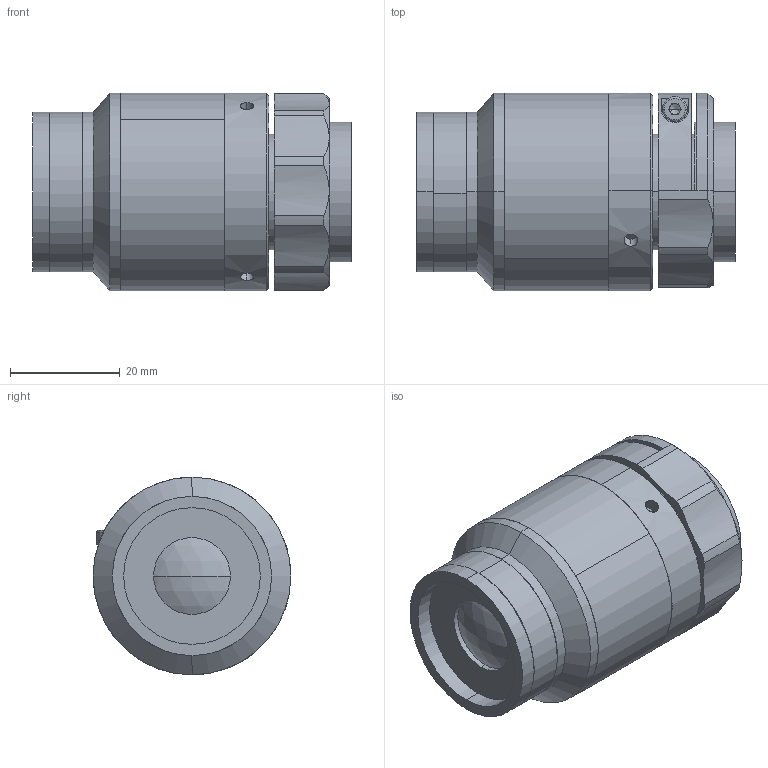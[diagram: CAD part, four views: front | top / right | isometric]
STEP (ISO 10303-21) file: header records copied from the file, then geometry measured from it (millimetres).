
FILE_DESCRIPTION (( 'STEP AP203' ), '1' );
FILE_NAME ('XF-MH035X147.STEP', '2020-08-24T07:06:46', ( 'canrill-02' ), ( '' ), 'SwSTEP 2.0', 'SolidWorks 2014', '' );
FILE_SCHEMA (( 'CONFIG_CONTROL_DESIGN' ));
Length unit declared in the file: millimetre
Products named in the file (1): XF-MH035X147
Bounding box: 58.02 x 36 x 36 mm (x, y, z)
Surface area: 12391 mm2 (no closed solid volume)
Topology: 0 solids, 12 shells, 97 faces, 252 edges, 171 vertices
Faces by surface type: cylinder 47, plane 31, cone 15, sphere 2, torus 2
Entity records: 3348 total; most frequent: CARTESIAN_POINT 840, DIRECTION 556, ORIENTED_EDGE 430, EDGE_CURVE 250, AXIS2_PLACEMENT_3D 231, VERTEX_POINT 171, CIRCLE 133, EDGE_LOOP 120
